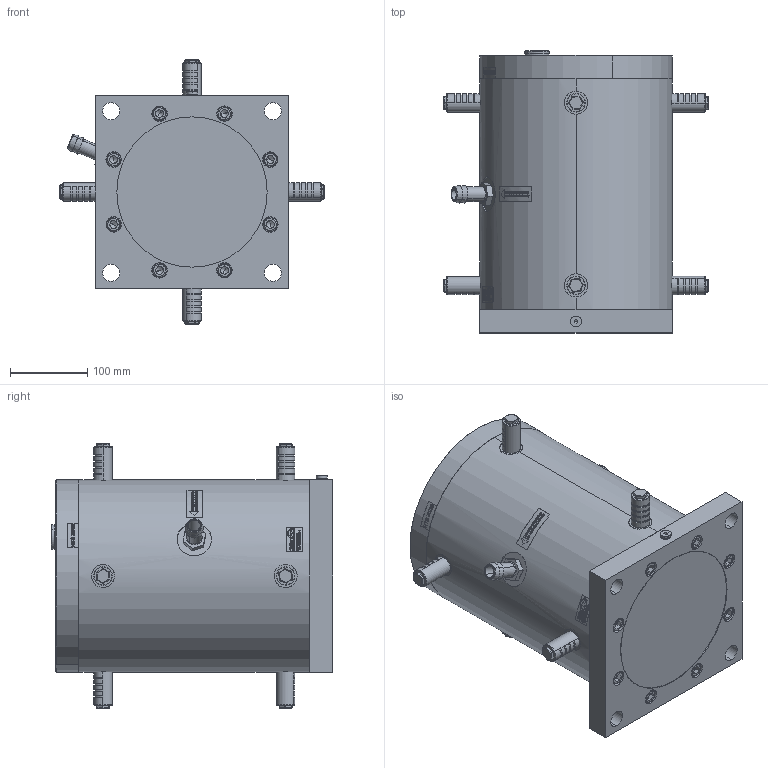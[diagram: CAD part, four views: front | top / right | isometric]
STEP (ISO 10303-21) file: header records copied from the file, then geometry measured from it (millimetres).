
FILE_DESCRIPTION (( 'STEP AP214' ), '1' );
FILE_NAME ('NTS 24-20 Kolbenvibrator #03504000.STEP', '2022-03-29T14:50:02', ( '' ), ( '' ), 'SwSTEP 2.0', 'SolidWorks 2015', '' );
FILE_SCHEMA (( 'AUTOMOTIVE_DESIGN' ));
Length unit declared in the file: millimetre
Products named in the file (1): NTS 24-20 Kolbenvibrator #03504000
Bounding box: 343 x 366 x 343 mm (x, y, z)
Volume: 18065423.5 mm3; surface area: 785044 mm2
Topology: 39 solids, 39 shells, 1691 faces, 4734 edges, 3277 vertices
Faces by surface type: cylinder 709, plane 568, cone 188, torus 162, sphere 64
Entity records: 73909 total; most frequent: CARTESIAN_POINT 27534, ORIENTED_EDGE 9224, DIRECTION 8872, EDGE_CURVE 4612, AXIS2_PLACEMENT_3D 3518, VERTEX_POINT 3277, EDGE_LOOP 2025, VECTOR 1836
